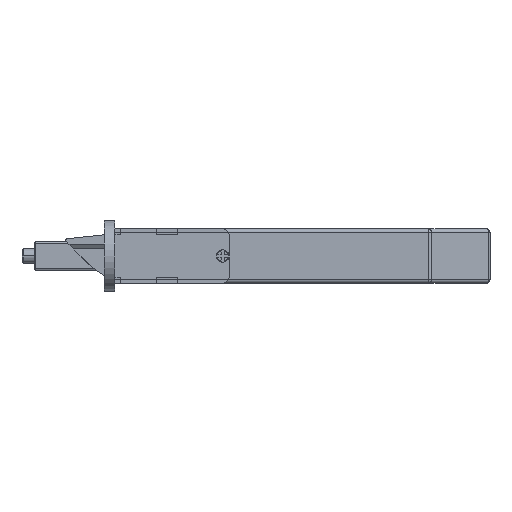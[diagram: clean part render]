
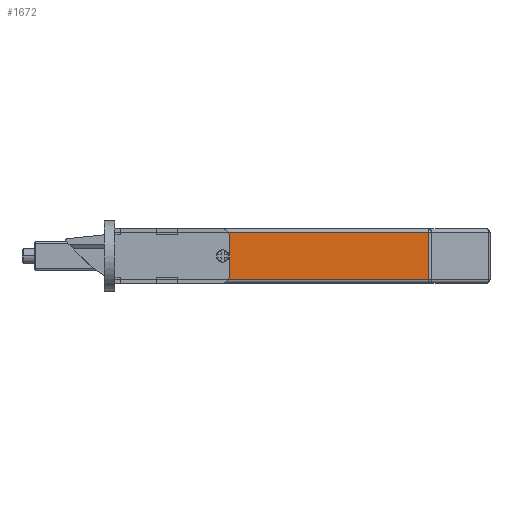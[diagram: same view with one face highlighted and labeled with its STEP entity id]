
A CAD part, front view. The second image highlights one B-rep face of the part: STEP entity #1672.
In plain terms, the highlighted planar face has unit normal (0, -1, 0).
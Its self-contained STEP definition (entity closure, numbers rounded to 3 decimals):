
#181 = DIRECTION ( 'NONE',  ( 0., 0., -1. ) ) ;
#288 = VERTEX_POINT ( 'NONE', #6635 ) ;
#304 = AXIS2_PLACEMENT_3D ( 'NONE', #6594, #6749, #181 ) ;
#406 = EDGE_CURVE ( 'NONE', #288, #6698, #7646, .T. ) ;
#473 = LINE ( 'NONE', #2132, #3236 ) ;
#481 = PLANE ( 'NONE',  #4113 ) ;
#692 = VERTEX_POINT ( 'NONE', #10015 ) ;
#1252 = VERTEX_POINT ( 'NONE', #9593 ) ;
#1320 = LINE ( 'NONE', #5144, #7105 ) ;
#1382 = ORIENTED_EDGE ( 'NONE', *, *, #4371, .F. ) ;
#1672 = ADVANCED_FACE ( 'NONE', ( #9422, #5298 ), #481, .T. ) ;
#1909 = ORIENTED_EDGE ( 'NONE', *, *, #10486, .F. ) ;
#2032 = DIRECTION ( 'NONE',  ( -1., 0., 0. ) ) ;
#2132 = CARTESIAN_POINT ( 'NONE',  ( 103.586, -14.7, -1.75 ) ) ;
#2137 = CARTESIAN_POINT ( 'NONE',  ( 14., -14.7, 12.75 ) ) ;
#2428 = ORIENTED_EDGE ( 'NONE', *, *, #2901, .F. ) ;
#2429 = AXIS2_PLACEMENT_3D ( 'NONE', #6229, #8474, #9495 ) ;
#2597 = CARTESIAN_POINT ( 'NONE',  ( 103.586, -14.7, -0.75 ) ) ;
#2901 = EDGE_CURVE ( 'NONE', #692, #5835, #6984, .T. ) ;
#3065 = CARTESIAN_POINT ( 'NONE',  ( 103.586, -14.7, 12.75 ) ) ;
#3236 = VECTOR ( 'NONE', #7867, 1000. ) ;
#3387 = EDGE_CURVE ( 'NONE', #6698, #4144, #473, .T. ) ;
#4113 = AXIS2_PLACEMENT_3D ( 'NONE', #4602, #10215, #7928 ) ;
#4130 = ORIENTED_EDGE ( 'NONE', *, *, #406, .T. ) ;
#4144 = VERTEX_POINT ( 'NONE', #3065 ) ;
#4371 = EDGE_CURVE ( 'NONE', #288, #1252, #1320, .T. ) ;
#4602 = CARTESIAN_POINT ( 'NONE',  ( 14., -14.7, -1.75 ) ) ;
#4720 = VECTOR ( 'NONE', #2032, 1000. ) ;
#4935 = ORIENTED_EDGE ( 'NONE', *, *, #5182, .T. ) ;
#5144 = CARTESIAN_POINT ( 'NONE',  ( 14., -14.7, -1.75 ) ) ;
#5182 = EDGE_CURVE ( 'NONE', #4144, #1252, #6903, .T. ) ;
#5298 = FACE_OUTER_BOUND ( 'NONE', #6664, .T. ) ;
#5503 = VECTOR ( 'NONE', #7872, 1000. ) ;
#5835 = VERTEX_POINT ( 'NONE', #7589 ) ;
#5982 = CARTESIAN_POINT ( 'NONE',  ( 104., -14.7, -0.75 ) ) ;
#6091 = ORIENTED_EDGE ( 'NONE', *, *, #3387, .T. ) ;
#6229 = CARTESIAN_POINT ( 'NONE',  ( 44.75, -14.7, 6. ) ) ;
#6594 = CARTESIAN_POINT ( 'NONE',  ( 44.75, -14.7, 6. ) ) ;
#6635 = CARTESIAN_POINT ( 'NONE',  ( 14., -14.7, -0.75 ) ) ;
#6664 = EDGE_LOOP ( 'NONE', ( #1382, #4130, #6091, #4935 ) ) ;
#6698 = VERTEX_POINT ( 'NONE', #2597 ) ;
#6749 = DIRECTION ( 'NONE',  ( 0., -1., 0. ) ) ;
#6903 = LINE ( 'NONE', #2137, #4720 ) ;
#6943 = DIRECTION ( 'NONE',  ( 0., 0., 1. ) ) ;
#6984 = CIRCLE ( 'NONE', #304, 1.75 ) ;
#7105 = VECTOR ( 'NONE', #6943, 1000. ) ;
#7195 = EDGE_LOOP ( 'NONE', ( #1909, #2428 ) ) ;
#7589 = CARTESIAN_POINT ( 'NONE',  ( 44.75, -14.7, 4.25 ) ) ;
#7646 = LINE ( 'NONE', #5982, #5503 ) ;
#7867 = DIRECTION ( 'NONE',  ( 0., 0., 1. ) ) ;
#7872 = DIRECTION ( 'NONE',  ( 1., 0., 0. ) ) ;
#7928 = DIRECTION ( 'NONE',  ( 1., 0., 0. ) ) ;
#8474 = DIRECTION ( 'NONE',  ( 0., -1., 0. ) ) ;
#9422 = FACE_BOUND ( 'NONE', #7195, .T. ) ;
#9495 = DIRECTION ( 'NONE',  ( 0., 0., -1. ) ) ;
#9593 = CARTESIAN_POINT ( 'NONE',  ( 14., -14.7, 12.75 ) ) ;
#10015 = CARTESIAN_POINT ( 'NONE',  ( 44.75, -14.7, 7.75 ) ) ;
#10215 = DIRECTION ( 'NONE',  ( 0., -1., 0. ) ) ;
#10284 = CIRCLE ( 'NONE', #2429, 1.75 ) ;
#10486 = EDGE_CURVE ( 'NONE', #5835, #692, #10284, .T. ) ;
